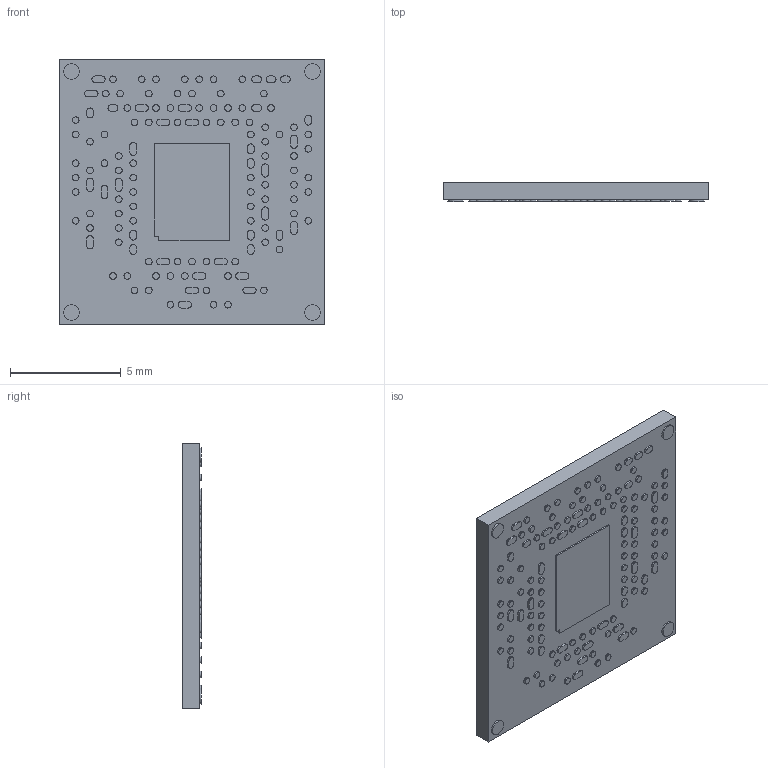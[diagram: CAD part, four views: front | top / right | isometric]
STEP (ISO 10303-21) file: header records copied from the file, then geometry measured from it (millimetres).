
FILE_DESCRIPTION (( 'STEP AP214' ), '1' );
FILE_NAME ('VSC8502XML.STEP', '2021-11-24T23:06:16', ( '' ), ( '' ), 'SwSTEP 2.0', 'SolidWorks 2017', '' );
FILE_SCHEMA (( 'AUTOMOTIVE_DESIGN' ));
Length unit declared in the file: millimetre
Products named in the file (1): VSC8502XML
Bounding box: 12 x 0.85 x 12 mm (x, y, z)
Volume: 113.1 mm3; surface area: 395.9 mm2
Topology: 138 solids, 138 shells, 651 faces, 1122 edges, 748 vertices
Faces by surface type: plane 359, cylinder 292
Entity records: 16967 total; most frequent: DIRECTION 3010, CARTESIAN_POINT 2522, ORIENTED_EDGE 2244, AXIS2_PLACEMENT_3D 1236, EDGE_CURVE 1122, VERTEX_POINT 748, EDGE_LOOP 652, FACE_OUTER_BOUND 651
